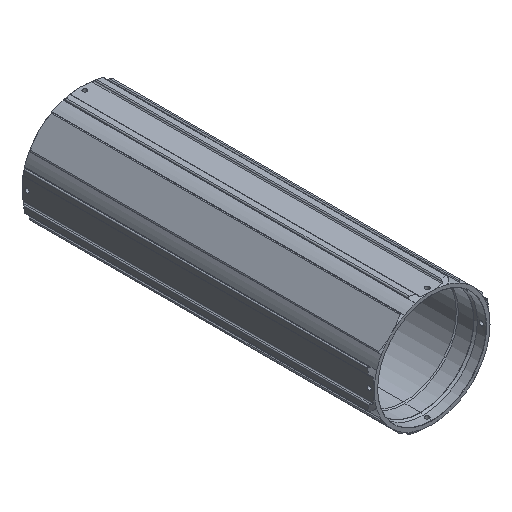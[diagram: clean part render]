
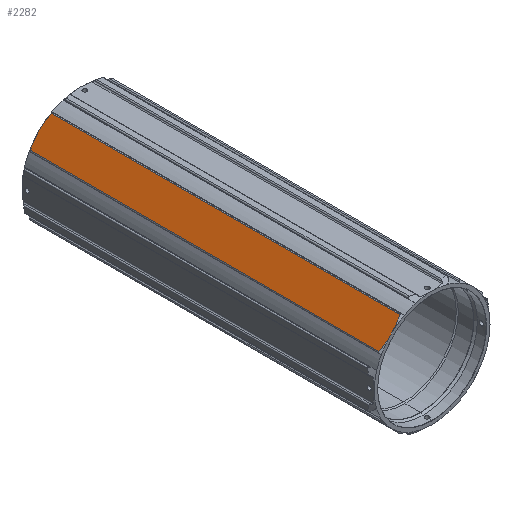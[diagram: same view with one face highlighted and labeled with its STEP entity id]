
A CAD part, isometric view. The second image highlights one B-rep face of the part: STEP entity #2282.
In plain terms, the highlighted planar face has unit normal (-0.707, 0, 0.707).
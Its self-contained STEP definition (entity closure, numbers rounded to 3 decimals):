
#9 = ORIENTED_EDGE ( 'NONE', *, *, #4935, .T. ) ;
#35 = CARTESIAN_POINT ( 'NONE',  ( -40.659, 350., 40.659 ) ) ;
#46 = DIRECTION ( 'NONE',  ( 0., -1., 0. ) ) ;
#479 = CARTESIAN_POINT ( 'NONE',  ( -38.867, 350., 42.451 ) ) ;
#621 = PLANE ( 'NONE',  #4761 ) ;
#624 = CARTESIAN_POINT ( 'NONE',  ( -36.195, 0.332, 45.122 ) ) ;
#651 = DIRECTION ( 'NONE',  ( -0.707, 0., 0.707 ) ) ;
#708 = FACE_OUTER_BOUND ( 'NONE', #1415, .T. ) ;
#711 = CARTESIAN_POINT ( 'NONE',  ( -38.87, 0.042, 42.448 ) ) ;
#712 = EDGE_CURVE ( 'NONE', #5767, #2635, #3280, .T. ) ;
#743 = CARTESIAN_POINT ( 'NONE',  ( -51.265, 1.924, 30.052 ) ) ;
#924 = CARTESIAN_POINT ( 'NONE',  ( -31.797, 348.699, 49.52 ) ) ;
#1094 = CARTESIAN_POINT ( 'NONE',  ( -40.659, 350., 40.659 ) ) ;
#1163 = CARTESIAN_POINT ( 'NONE',  ( -40.659, -17.173, 40.659 ) ) ;
#1193 = CARTESIAN_POINT ( 'NONE',  ( -30.052, 1.924, 51.265 ) ) ;
#1299 = B_SPLINE_CURVE_WITH_KNOTS ( 'NONE', 3,
 ( #1801, #1830, #4079, #4587, #3166, #2719 ),
 .UNSPECIFIED., .F., .F.,
 ( 4, 2, 4 ),
 ( 0., 0.008, 0.015 ),
 .UNSPECIFIED. ) ;
#1415 = EDGE_LOOP ( 'NONE', ( #5376, #9, #2473, #3793, #3195, #5835 ) ) ;
#1482 = EDGE_CURVE ( 'NONE', #2608, #2266, #3199, .T. ) ;
#1646 = CARTESIAN_POINT ( 'NONE',  ( -31.79, 1.304, 49.528 ) ) ;
#1663 = EDGE_CURVE ( 'NONE', #3681, #5767, #4317, .T. ) ;
#1801 = CARTESIAN_POINT ( 'NONE',  ( -51.265, 1.924, 30.052 ) ) ;
#1830 = CARTESIAN_POINT ( 'NONE',  ( -49.52, 1.301, 31.797 ) ) ;
#2034 = CARTESIAN_POINT ( 'NONE',  ( -42.451, 350., 38.867 ) ) ;
#2266 = VERTEX_POINT ( 'NONE', #743 ) ;
#2282 = ADVANCED_FACE ( 'NONE', ( #708 ), #621, .T. ) ;
#2318 = VERTEX_POINT ( 'NONE', #5728 ) ;
#2380 = B_SPLINE_CURVE_WITH_KNOTS ( 'NONE', 3,
 ( #3367, #2034, #2950, #4699, #3430, #3898 ),
 .UNSPECIFIED., .F., .F.,
 ( 4, 2, 4 ),
 ( 0.673, 0.681, 0.689 ),
 .UNSPECIFIED. ) ;
#2446 = CARTESIAN_POINT ( 'NONE',  ( -30.052, 1.924, 51.265 ) ) ;
#2473 = ORIENTED_EDGE ( 'NONE', *, *, #3733, .T. ) ;
#2476 = CARTESIAN_POINT ( 'NONE',  ( -40.659, 0., 40.659 ) ) ;
#2534 = CARTESIAN_POINT ( 'NONE',  ( -37.084, 0.208, 44.233 ) ) ;
#2570 = CARTESIAN_POINT ( 'NONE',  ( -33.542, 0.821, 47.775 ) ) ;
#2608 = VERTEX_POINT ( 'NONE', #5173 ) ;
#2635 = VERTEX_POINT ( 'NONE', #1094 ) ;
#2719 = CARTESIAN_POINT ( 'NONE',  ( -40.659, 0., 40.659 ) ) ;
#2745 = CARTESIAN_POINT ( 'NONE',  ( -33.552, 349.181, 47.765 ) ) ;
#2950 = CARTESIAN_POINT ( 'NONE',  ( -44.23, 349.832, 37.087 ) ) ;
#2977 = VECTOR ( 'NONE', #4437, 1000. ) ;
#3141 = CARTESIAN_POINT ( 'NONE',  ( -51.265, 0., 30.052 ) ) ;
#3166 = CARTESIAN_POINT ( 'NONE',  ( -42.451, 0., 38.867 ) ) ;
#3195 = ORIENTED_EDGE ( 'NONE', *, *, #712, .T. ) ;
#3199 = LINE ( 'NONE', #3141, #4909 ) ;
#3280 = B_SPLINE_CURVE_WITH_KNOTS ( 'NONE', 3,
 ( #4999, #924, #2745, #4547, #479, #35 ),
 .UNSPECIFIED., .F., .F.,
 ( 4, 2, 4 ),
 ( 0.671, 0.679, 0.686 ),
 .UNSPECIFIED. ) ;
#3367 = CARTESIAN_POINT ( 'NONE',  ( -40.659, 350., 40.659 ) ) ;
#3430 = CARTESIAN_POINT ( 'NONE',  ( -49.52, 348.699, 31.797 ) ) ;
#3681 = VERTEX_POINT ( 'NONE', #1193 ) ;
#3706 = EDGE_CURVE ( 'NONE', #2635, #2608, #2380, .T. ) ;
#3733 = EDGE_CURVE ( 'NONE', #2318, #3681, #4577, .T. ) ;
#3793 = ORIENTED_EDGE ( 'NONE', *, *, #1663, .T. ) ;
#3867 = CARTESIAN_POINT ( 'NONE',  ( -39.767, 0., 41.55 ) ) ;
#3898 = CARTESIAN_POINT ( 'NONE',  ( -51.265, 348.076, 30.052 ) ) ;
#4079 = CARTESIAN_POINT ( 'NONE',  ( -47.765, 0.819, 33.552 ) ) ;
#4254 = DIRECTION ( 'NONE',  ( 0.707, 0., 0.707 ) ) ;
#4293 = CARTESIAN_POINT ( 'NONE',  ( -30.052, 348.076, 51.265 ) ) ;
#4317 = LINE ( 'NONE', #4858, #2977 ) ;
#4437 = DIRECTION ( 'NONE',  ( 0., 1., 0. ) ) ;
#4547 = CARTESIAN_POINT ( 'NONE',  ( -37.087, 349.832, 44.23 ) ) ;
#4577 = B_SPLINE_CURVE_WITH_KNOTS ( 'NONE', 3,
 ( #2476, #3867, #711, #2534, #624, #2570, #1646, #2446 ),
 .UNSPECIFIED., .F., .F.,
 ( 4, 2, 2, 4 ),
 ( 0.015, 0.019, 0.023, 0.03 ),
 .UNSPECIFIED. ) ;
#4587 = CARTESIAN_POINT ( 'NONE',  ( -44.23, 0.168, 37.087 ) ) ;
#4699 = CARTESIAN_POINT ( 'NONE',  ( -47.765, 349.181, 33.552 ) ) ;
#4761 = AXIS2_PLACEMENT_3D ( 'NONE', #1163, #651, #4254 ) ;
#4858 = CARTESIAN_POINT ( 'NONE',  ( -30.052, -17.173, 51.265 ) ) ;
#4909 = VECTOR ( 'NONE', #46, 1000. ) ;
#4935 = EDGE_CURVE ( 'NONE', #2266, #2318, #1299, .T. ) ;
#4999 = CARTESIAN_POINT ( 'NONE',  ( -30.052, 348.076, 51.265 ) ) ;
#5173 = CARTESIAN_POINT ( 'NONE',  ( -51.265, 348.076, 30.052 ) ) ;
#5376 = ORIENTED_EDGE ( 'NONE', *, *, #1482, .T. ) ;
#5728 = CARTESIAN_POINT ( 'NONE',  ( -40.659, 0., 40.659 ) ) ;
#5767 = VERTEX_POINT ( 'NONE', #4293 ) ;
#5835 = ORIENTED_EDGE ( 'NONE', *, *, #3706, .T. ) ;
